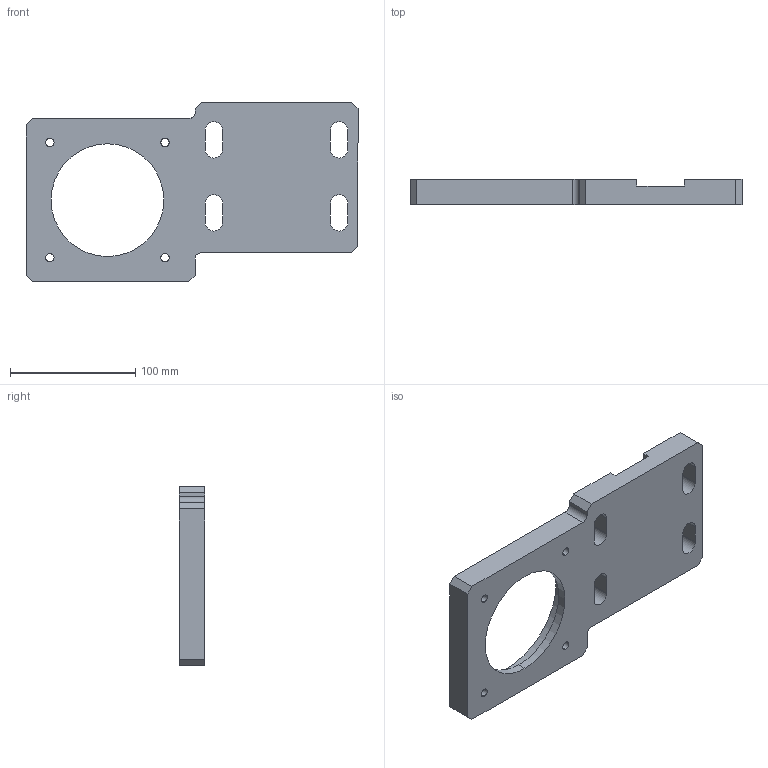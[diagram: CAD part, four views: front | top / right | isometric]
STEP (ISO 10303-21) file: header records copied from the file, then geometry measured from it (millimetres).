
FILE_DESCRIPTION (( 'STEP AP203' ), '1' );
FILE_NAME ('熬厒萇儂啣A SF80Q-02-01-06.STEP', '2021-11-11T05:47:13', ( '' ), ( '' ), 'SwSTEP 2.0', 'SolidWorks 2018', '' );
FILE_SCHEMA (( 'CONFIG_CONTROL_DESIGN' ));
Length unit declared in the file: millimetre
Products named in the file (1): 熬厒萇儂啣A SF80Q-02-01-06
Bounding box: 265 x 20 x 143 mm (x, y, z)
Volume: 437272 mm3; surface area: 81100.1 mm2
Topology: 1 solids, 1 shells, 55 faces, 156 edges, 104 vertices
Faces by surface type: plane 29, cylinder 26
Entity records: 1915 total; most frequent: DIRECTION 320, CARTESIAN_POINT 316, ORIENTED_EDGE 312, EDGE_CURVE 156, AXIS2_PLACEMENT_3D 108, LINE 104, VECTOR 104, VERTEX_POINT 104
